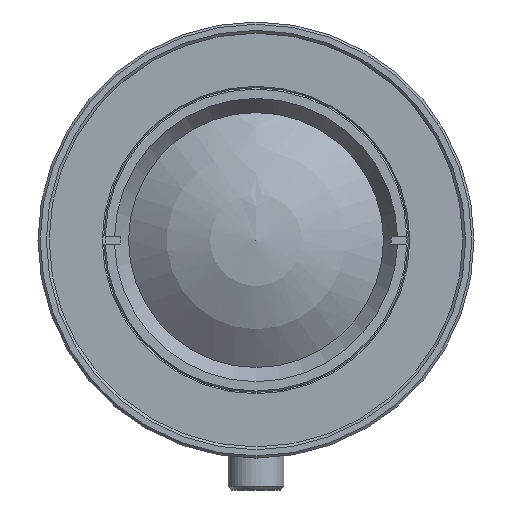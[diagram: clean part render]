
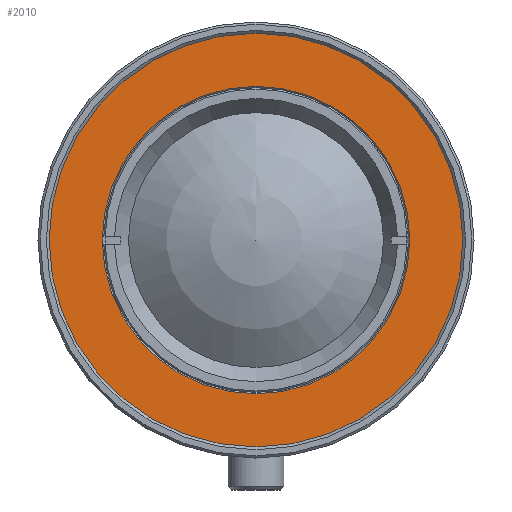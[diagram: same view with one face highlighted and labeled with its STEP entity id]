
A CAD part, front view. The second image highlights one B-rep face of the part: STEP entity #2010.
In plain terms, the highlighted planar face has unit normal (0, -1, 0).
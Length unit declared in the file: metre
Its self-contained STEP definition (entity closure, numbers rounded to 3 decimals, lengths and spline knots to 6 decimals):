
#2010=ADVANCED_FACE('NONE',(#4408,#4409),#4410,.T.);
#4408=FACE_OUTER_BOUND('',#7126,.T.);
#4409=FACE_BOUND('',#7127,.T.);
#4410=PLANE('',#7128);
#7126=EDGE_LOOP('',(#12862));
#7127=EDGE_LOOP('',(#12863));
#7128=AXIS2_PLACEMENT_3D('',#12864,#12865,#12866);
#12862=ORIENTED_EDGE('',*,*,#17118,.T.);
#12863=ORIENTED_EDGE('',*,*,#17119,.F.);
#12864=CARTESIAN_POINT('',(0.,-0.05856,0.01375));
#12865=DIRECTION('',(0.,-1.0,0.0));
#12866=DIRECTION('',(-1.0,0.,0.0));
#17118=EDGE_CURVE('NONE',#20933,#20933,#20934,.T.);
#17119=EDGE_CURVE('NONE',#20935,#20935,#20936,.T.);
#20933=VERTEX_POINT('',#29313);
#20934=CIRCLE('',#29314,0.01875);
#20935=VERTEX_POINT('',#29315);
#20936=CIRCLE('',#29316,0.01375);
#29313=CARTESIAN_POINT('',(0.01875,-0.05856,0.));
#29314=AXIS2_PLACEMENT_3D('',#32763,#32764,#32765);
#29315=CARTESIAN_POINT('',(0.01375,-0.05856,0.));
#29316=AXIS2_PLACEMENT_3D('',#32766,#32767,#32768);
#32763=CARTESIAN_POINT('',(0.,-0.05856,0.));
#32764=DIRECTION('',(0.0,-1.0,0.0));
#32765=DIRECTION('',(1.0,0.0,0.0));
#32766=CARTESIAN_POINT('',(0.,-0.05856,0.));
#32767=DIRECTION('',(0.0,-1.0,0.0));
#32768=DIRECTION('',(1.0,0.0,0.0));
